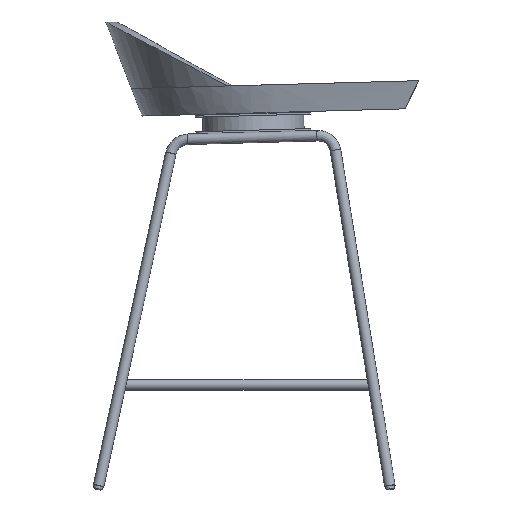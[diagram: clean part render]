
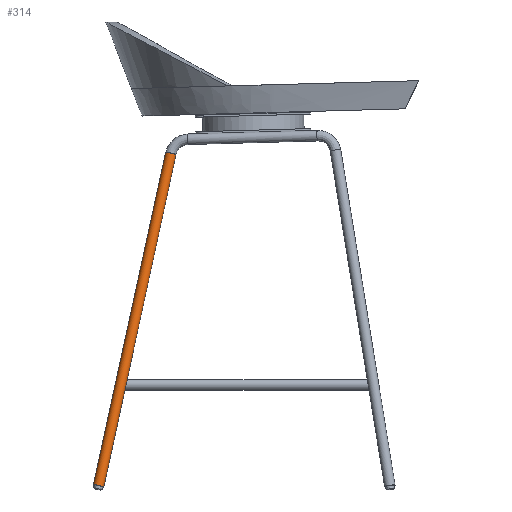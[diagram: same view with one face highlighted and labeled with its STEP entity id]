
A CAD part, left-side view. The second image highlights one B-rep face of the part: STEP entity #314.
In plain terms, the highlighted cylindrical face has radius 8 mm (diameter 16 mm), a full revolution.
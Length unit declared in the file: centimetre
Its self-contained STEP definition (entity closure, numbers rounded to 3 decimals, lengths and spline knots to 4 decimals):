
#33=CYLINDRICAL_SURFACE('',#1208,0.8);
#60=(
BOUNDED_CURVE()
B_SPLINE_CURVE(3,(#8305,#8306,#8307,#8308),.UNSPECIFIED.,.F.,.F.)
B_SPLINE_CURVE_WITH_KNOTS((4,4),(0.,518.7841),.UNSPECIFIED.)
CURVE()
GEOMETRIC_REPRESENTATION_ITEM()
RATIONAL_B_SPLINE_CURVE((1.,1.,1.,1.))
REPRESENTATION_ITEM('')
);
#61=(
BOUNDED_CURVE()
B_SPLINE_CURVE(2,(#8309,#8310,#8311,#8312,#8313,#8314,#8315,#8316,#8317),
 .UNSPECIFIED.,.T.,.F.)
B_SPLINE_CURVE_WITH_KNOTS((3,2,2,2,3),(-50.2655,-37.6991,
-25.1327,-12.5664,0.),.UNSPECIFIED.)
CURVE()
GEOMETRIC_REPRESENTATION_ITEM()
RATIONAL_B_SPLINE_CURVE((1.,0.707,1.,0.707,1.,0.707,
1.,0.707,1.))
REPRESENTATION_ITEM('')
);
#70=(
BOUNDED_CURVE()
B_SPLINE_CURVE(2,(#8384,#8385,#8386,#8387,#8388,#8389,#8390,#8391,#8392,
#8393,#8394),.UNSPECIFIED.,.T.,.F.)
B_SPLINE_CURVE_WITH_KNOTS((3,2,2,2,2,3),(-50.2655,-37.6991,
-25.1327,-12.5664,-1.9852,0.),.UNSPECIFIED.)
CURVE()
GEOMETRIC_REPRESENTATION_ITEM()
RATIONAL_B_SPLINE_CURVE((1.,0.707,1.,0.707,1.,0.707,
1.,0.753,0.922,0.954,1.))
REPRESENTATION_ITEM('')
);
#314=ADVANCED_FACE('',(#390),#33,.T.);
#390=FACE_OUTER_BOUND('',#466,.T.);
#466=EDGE_LOOP('',(#637,#638,#639,#640));
#637=ORIENTED_EDGE('',*,*,#848,.T.);
#638=ORIENTED_EDGE('',*,*,#858,.F.);
#639=ORIENTED_EDGE('',*,*,#848,.F.);
#640=ORIENTED_EDGE('',*,*,#849,.T.);
#848=EDGE_CURVE('',#1052,#1050,#60,.T.);
#849=EDGE_CURVE('',#1052,#1052,#61,.T.);
#858=EDGE_CURVE('',#1050,#1050,#70,.T.);
#1050=VERTEX_POINT('',#8299);
#1052=VERTEX_POINT('',#8301);
#1208=AXIS2_PLACEMENT_3D('',#8098,#1277,$);
#1277=DIRECTION('',(0.124,-0.211,0.97));
#8098=CARTESIAN_POINT('',(-16.6364,35.354,9.8519));
#8299=CARTESIAN_POINT('',(-20.0334,40.0566,-15.443));
#8301=CARTESIAN_POINT('',(-13.6062,29.1206,34.8607));
#8305=CARTESIAN_POINT('',(-13.6062,29.1206,34.8607));
#8306=CARTESIAN_POINT('',(-15.7486,32.7659,18.0928));
#8307=CARTESIAN_POINT('',(-17.891,36.4113,1.3249));
#8308=CARTESIAN_POINT('',(-20.0334,40.0566,-15.443));
#8309=CARTESIAN_POINT('',(-13.6062,29.1206,34.8607));
#8310=CARTESIAN_POINT('',(-14.3785,29.2808,34.9942));
#8311=CARTESIAN_POINT('',(-14.1951,30.0462,35.1372));
#8312=CARTESIAN_POINT('',(-14.0116,30.8117,35.2802));
#8313=CARTESIAN_POINT('',(-13.2393,30.6515,35.1467));
#8314=CARTESIAN_POINT('',(-12.4669,30.4913,35.0132));
#8315=CARTESIAN_POINT('',(-12.6504,29.7259,34.8702));
#8316=CARTESIAN_POINT('',(-12.8338,28.9604,34.7272));
#8317=CARTESIAN_POINT('',(-13.6062,29.1206,34.8607));
#8384=CARTESIAN_POINT('',(-20.0334,40.0566,-15.443));
#8385=CARTESIAN_POINT('',(-20.8058,40.2167,-15.3095));
#8386=CARTESIAN_POINT('',(-20.6224,40.9822,-15.1665));
#8387=CARTESIAN_POINT('',(-20.4389,41.7476,-15.0235));
#8388=CARTESIAN_POINT('',(-19.6666,41.5875,-15.157));
#8389=CARTESIAN_POINT('',(-18.8942,41.4273,-15.2905));
#8390=CARTESIAN_POINT('',(-19.0776,40.6619,-15.4335));
#8391=CARTESIAN_POINT('',(-19.2226,40.0569,-15.5465));
#8392=CARTESIAN_POINT('',(-19.85,40.0403,-15.4699));
#8393=CARTESIAN_POINT('',(-19.943,40.0378,-15.4586));
#8394=CARTESIAN_POINT('',(-20.0334,40.0566,-15.443));
